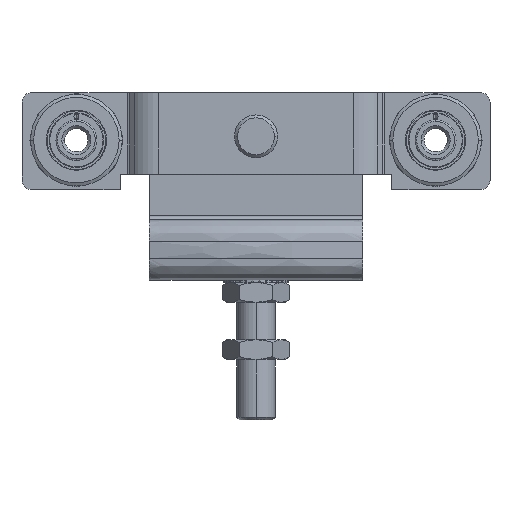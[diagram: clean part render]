
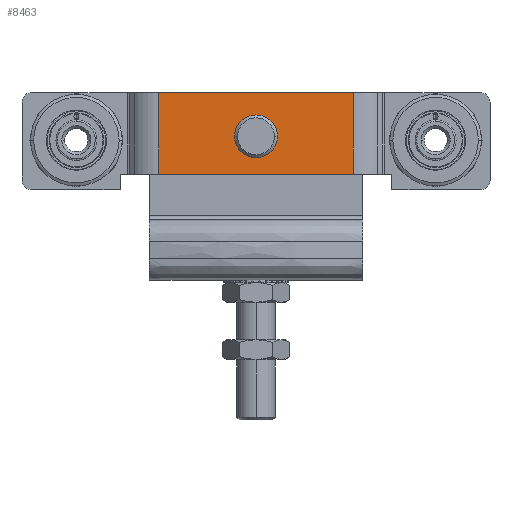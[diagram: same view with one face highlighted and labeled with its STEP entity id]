
A CAD part, top view. The second image highlights one B-rep face of the part: STEP entity #8463.
In plain terms, the highlighted planar face has unit normal (0, 0, 1).
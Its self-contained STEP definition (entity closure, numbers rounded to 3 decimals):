
#841 = LINE ( 'NONE', #13607, #12029 ) ;
#890 = AXIS2_PLACEMENT_3D ( 'NONE', #12335, #6547, #14411 ) ;
#1310 = DIRECTION ( 'NONE',  ( -1., 0., 0. ) ) ;
#1416 = CIRCLE ( 'NONE', #2387, 8.1 ) ;
#1765 = EDGE_CURVE ( 'NONE', #23131, #21754, #21645, .T. ) ;
#2181 = VERTEX_POINT ( 'NONE', #10426 ) ;
#2387 = AXIS2_PLACEMENT_3D ( 'NONE', #6392, #2398, #10484 ) ;
#2398 = DIRECTION ( 'NONE',  ( 0., 0., -1. ) ) ;
#3050 = CARTESIAN_POINT ( 'NONE',  ( 125.82, 245.081, 51.33 ) ) ;
#3747 = EDGE_LOOP ( 'NONE', ( #14726, #20579, #21238, #19150 ) ) ;
#5618 = CARTESIAN_POINT ( 'NONE',  ( 76.42, 267.581, 51.33 ) ) ;
#6392 = CARTESIAN_POINT ( 'NONE',  ( 133.92, 245.081, 51.33 ) ) ;
#6547 = DIRECTION ( 'NONE',  ( 0., 0., -1. ) ) ;
#7381 = LINE ( 'NONE', #5618, #15670 ) ;
#8463 = ADVANCED_FACE ( 'NONE', ( #24349, #16588 ), #15269, .F. ) ;
#9646 = CARTESIAN_POINT ( 'NONE',  ( 83.876, 217.581, 51.33 ) ) ;
#10426 = CARTESIAN_POINT ( 'NONE',  ( 83.876, 225.581, 51.33 ) ) ;
#10484 = DIRECTION ( 'NONE',  ( 1., 0., 0. ) ) ;
#10740 = EDGE_CURVE ( 'NONE', #13174, #13695, #1416, .T. ) ;
#11064 = CARTESIAN_POINT ( 'NONE',  ( 76.42, 217.581, 51.33 ) ) ;
#12029 = VECTOR ( 'NONE', #18004, 1000. ) ;
#12335 = CARTESIAN_POINT ( 'NONE',  ( 133.92, 245.081, 51.33 ) ) ;
#13044 = DIRECTION ( 'NONE',  ( 0., 0., -1. ) ) ;
#13174 = VERTEX_POINT ( 'NONE', #3050 ) ;
#13198 = CIRCLE ( 'NONE', #890, 8.1 ) ;
#13607 = CARTESIAN_POINT ( 'NONE',  ( 76.42, 225.581, 51.33 ) ) ;
#13640 = CARTESIAN_POINT ( 'NONE',  ( 183.964, 267.581, 51.33 ) ) ;
#13695 = VERTEX_POINT ( 'NONE', #20252 ) ;
#14411 = DIRECTION ( 'NONE',  ( 1., 0., 0. ) ) ;
#14692 = EDGE_CURVE ( 'NONE', #26618, #2181, #17720, .T. ) ;
#14726 = ORIENTED_EDGE ( 'NONE', *, *, #19912, .T. ) ;
#14814 = VECTOR ( 'NONE', #26026, 1000. ) ;
#15269 = PLANE ( 'NONE',  #20081 ) ;
#15272 = CARTESIAN_POINT ( 'NONE',  ( 83.876, 267.581, 51.33 ) ) ;
#15670 = VECTOR ( 'NONE', #1310, 1000. ) ;
#16588 = FACE_OUTER_BOUND ( 'NONE', #3747, .T. ) ;
#16999 = CARTESIAN_POINT ( 'NONE',  ( 183.964, 217.581, 51.33 ) ) ;
#17720 = LINE ( 'NONE', #9646, #14814 ) ;
#17785 = EDGE_CURVE ( 'NONE', #21754, #26618, #7381, .T. ) ;
#18004 = DIRECTION ( 'NONE',  ( 1., 0., 0. ) ) ;
#18568 = ORIENTED_EDGE ( 'NONE', *, *, #10740, .T. ) ;
#19150 = ORIENTED_EDGE ( 'NONE', *, *, #14692, .T. ) ;
#19177 = EDGE_LOOP ( 'NONE', ( #26256, #18568 ) ) ;
#19692 = DIRECTION ( 'NONE',  ( 0., 1., 0. ) ) ;
#19912 = EDGE_CURVE ( 'NONE', #2181, #23131, #841, .T. ) ;
#20081 = AXIS2_PLACEMENT_3D ( 'NONE', #11064, #13044, #21508 ) ;
#20252 = CARTESIAN_POINT ( 'NONE',  ( 142.02, 245.081, 51.33 ) ) ;
#20579 = ORIENTED_EDGE ( 'NONE', *, *, #1765, .T. ) ;
#21238 = ORIENTED_EDGE ( 'NONE', *, *, #17785, .T. ) ;
#21508 = DIRECTION ( 'NONE',  ( 1., 0., 0. ) ) ;
#21645 = LINE ( 'NONE', #16999, #26485 ) ;
#21754 = VERTEX_POINT ( 'NONE', #13640 ) ;
#23131 = VERTEX_POINT ( 'NONE', #24471 ) ;
#24349 = FACE_BOUND ( 'NONE', #19177, .T. ) ;
#24471 = CARTESIAN_POINT ( 'NONE',  ( 183.964, 225.581, 51.33 ) ) ;
#24547 = EDGE_CURVE ( 'NONE', #13695, #13174, #13198, .T. ) ;
#26026 = DIRECTION ( 'NONE',  ( 0., -1., 0. ) ) ;
#26256 = ORIENTED_EDGE ( 'NONE', *, *, #24547, .T. ) ;
#26485 = VECTOR ( 'NONE', #19692, 1000. ) ;
#26618 = VERTEX_POINT ( 'NONE', #15272 ) ;
